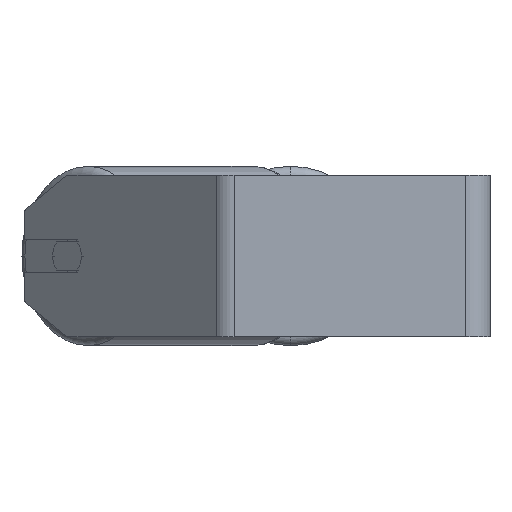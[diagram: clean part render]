
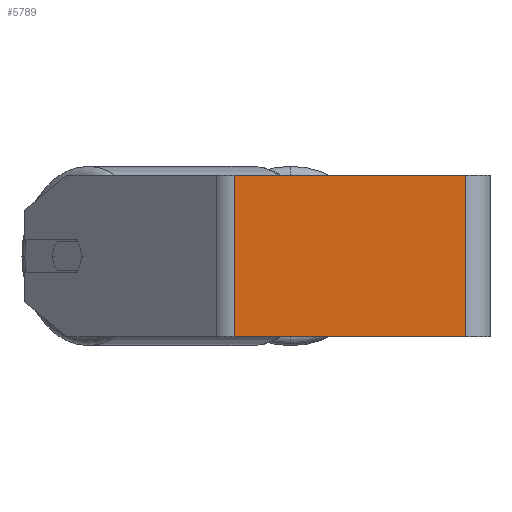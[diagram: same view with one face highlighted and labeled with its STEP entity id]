
A CAD part, left-side view. The second image highlights one B-rep face of the part: STEP entity #5789.
In plain terms, the highlighted planar face has unit normal (-1, 0, 0).
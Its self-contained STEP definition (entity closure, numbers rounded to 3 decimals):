
#293 = EDGE_CURVE ( 'NONE', #2296, #6409, #5019, .T. ) ;
#526 = VECTOR ( 'NONE', #6270, 1000. ) ;
#984 = DIRECTION ( 'NONE',  ( 0., -1., 0. ) ) ;
#1169 = DIRECTION ( 'NONE',  ( 1., 0., 0. ) ) ;
#1280 = EDGE_CURVE ( 'NONE', #2296, #4006, #2370, .T. ) ;
#1581 = LINE ( 'NONE', #4157, #5886 ) ;
#1929 = FACE_OUTER_BOUND ( 'NONE', #8126, .T. ) ;
#2123 = EDGE_CURVE ( 'NONE', #6409, #3216, #7443, .T. ) ;
#2135 = CARTESIAN_POINT ( 'NONE',  ( -275., 12., -40. ) ) ;
#2296 = VERTEX_POINT ( 'NONE', #7426 ) ;
#2370 = LINE ( 'NONE', #4945, #526 ) ;
#2934 = CARTESIAN_POINT ( 'NONE',  ( -275., 127.076, -40. ) ) ;
#3114 = CARTESIAN_POINT ( 'NONE',  ( -275., 132.046, 40. ) ) ;
#3216 = VERTEX_POINT ( 'NONE', #2135 ) ;
#3522 = VECTOR ( 'NONE', #984, 1000. ) ;
#4006 = VERTEX_POINT ( 'NONE', #7952 ) ;
#4157 = CARTESIAN_POINT ( 'NONE',  ( -275., 12., 40. ) ) ;
#4862 = VECTOR ( 'NONE', #6992, 1000. ) ;
#4945 = CARTESIAN_POINT ( 'NONE',  ( -275., 132.046, 40. ) ) ;
#5019 = LINE ( 'NONE', #7625, #4862 ) ;
#5073 = DIRECTION ( 'NONE',  ( 0., 0., -1. ) ) ;
#5789 = ADVANCED_FACE ( 'NONE', ( #1929 ), #6994, .F. ) ;
#5886 = VECTOR ( 'NONE', #6762, 1000. ) ;
#5994 = AXIS2_PLACEMENT_3D ( 'NONE', #3114, #1169, #5073 ) ;
#6270 = DIRECTION ( 'NONE',  ( 0., -1., 0. ) ) ;
#6377 = ORIENTED_EDGE ( 'NONE', *, *, #7559, .F. ) ;
#6409 = VERTEX_POINT ( 'NONE', #2934 ) ;
#6762 = DIRECTION ( 'NONE',  ( 0., 0., -1. ) ) ;
#6805 = CARTESIAN_POINT ( 'NONE',  ( -275., 132.046, -40. ) ) ;
#6992 = DIRECTION ( 'NONE',  ( 0., 0., -1. ) ) ;
#6994 = PLANE ( 'NONE',  #5994 ) ;
#7117 = ORIENTED_EDGE ( 'NONE', *, *, #2123, .T. ) ;
#7426 = CARTESIAN_POINT ( 'NONE',  ( -275., 127.076, 40. ) ) ;
#7443 = LINE ( 'NONE', #6805, #3522 ) ;
#7559 = EDGE_CURVE ( 'NONE', #4006, #3216, #1581, .T. ) ;
#7614 = ORIENTED_EDGE ( 'NONE', *, *, #293, .T. ) ;
#7625 = CARTESIAN_POINT ( 'NONE',  ( -275., 127.076, 40. ) ) ;
#7723 = ORIENTED_EDGE ( 'NONE', *, *, #1280, .F. ) ;
#7952 = CARTESIAN_POINT ( 'NONE',  ( -275., 12., 40. ) ) ;
#8126 = EDGE_LOOP ( 'NONE', ( #7117, #6377, #7723, #7614 ) ) ;
